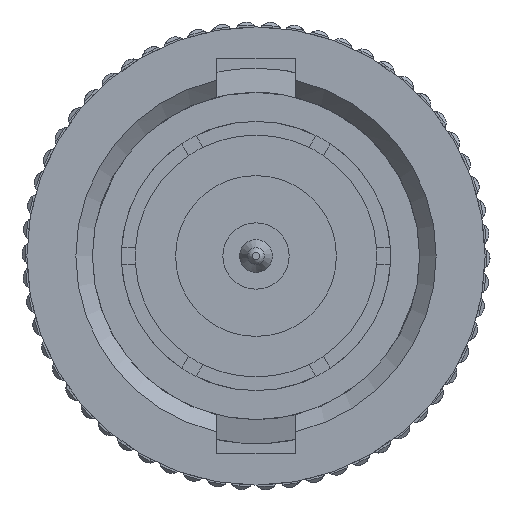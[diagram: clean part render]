
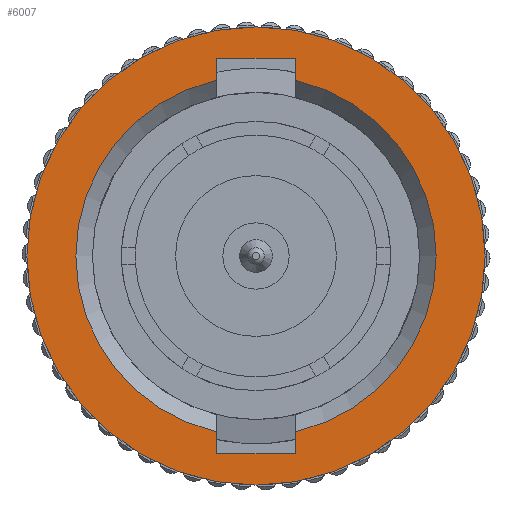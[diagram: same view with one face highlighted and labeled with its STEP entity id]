
A CAD part, front view. The second image highlights one B-rep face of the part: STEP entity #6007.
In plain terms, the highlighted planar face has unit normal (0, -1, 0).
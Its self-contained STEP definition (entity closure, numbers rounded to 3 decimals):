
#232=FACE_BOUND('',#1544,.T.);
#404=LINE('',#10565,#756);
#408=LINE('',#10579,#760);
#415=LINE('',#10596,#767);
#419=LINE('',#10610,#771);
#442=LINE('',#10670,#794);
#443=LINE('',#10672,#795);
#756=VECTOR('',#8140,1000.);
#760=VECTOR('',#8146,1000.);
#767=VECTOR('',#8165,1000.);
#771=VECTOR('',#8171,1000.);
#794=VECTOR('',#8234,1000.);
#795=VECTOR('',#8237,1000.);
#1097=FACE_OUTER_BOUND('',#1543,.T.);
#1543=EDGE_LOOP('',(#4455));
#1544=EDGE_LOOP('',(#4456,#4457,#4458,#4459,#4460,#4461,#4462,#4463));
#1967=CIRCLE('',#6517,6.92);
#2116=CIRCLE('',#6711,5.44);
#2117=CIRCLE('',#6712,5.44);
#2466=VERTEX_POINT('',#9944);
#2694=VERTEX_POINT('',#10563);
#2695=VERTEX_POINT('',#10564);
#2697=VERTEX_POINT('',#10574);
#2698=VERTEX_POINT('',#10578);
#2701=VERTEX_POINT('',#10594);
#2702=VERTEX_POINT('',#10595);
#2704=VERTEX_POINT('',#10605);
#2705=VERTEX_POINT('',#10609);
#3087=EDGE_CURVE('',#2466,#2466,#1967,.T.);
#3364=EDGE_CURVE('',#2694,#2695,#404,.T.);
#3370=EDGE_CURVE('',#2697,#2698,#408,.T.);
#3379=EDGE_CURVE('',#2701,#2702,#415,.T.);
#3385=EDGE_CURVE('',#2704,#2705,#419,.T.);
#3416=EDGE_CURVE('',#2704,#2695,#2116,.T.);
#3417=EDGE_CURVE('',#2698,#2694,#442,.T.);
#3418=EDGE_CURVE('',#2697,#2702,#2117,.T.);
#3419=EDGE_CURVE('',#2705,#2701,#443,.T.);
#4455=ORIENTED_EDGE('',*,*,#3087,.F.);
#4456=ORIENTED_EDGE('',*,*,#3385,.F.);
#4457=ORIENTED_EDGE('',*,*,#3416,.T.);
#4458=ORIENTED_EDGE('',*,*,#3364,.F.);
#4459=ORIENTED_EDGE('',*,*,#3417,.F.);
#4460=ORIENTED_EDGE('',*,*,#3370,.F.);
#4461=ORIENTED_EDGE('',*,*,#3418,.T.);
#4462=ORIENTED_EDGE('',*,*,#3379,.F.);
#4463=ORIENTED_EDGE('',*,*,#3419,.F.);
#5676=PLANE('',#6710);
#6007=ADVANCED_FACE('',(#1097,#232),#5676,.F.);
#6517=AXIS2_PLACEMENT_3D('',#9945,#7690,#7691);
#6710=AXIS2_PLACEMENT_3D('',#10668,#8230,#8231);
#6711=AXIS2_PLACEMENT_3D('',#10669,#8232,#8233);
#6712=AXIS2_PLACEMENT_3D('',#10671,#8235,#8236);
#7690=DIRECTION('center_axis',(0.,1.,0.));
#7691=DIRECTION('ref_axis',(0.,0.,1.));
#8140=DIRECTION('',(0.,0.,1.));
#8146=DIRECTION('',(0.,0.,-1.));
#8165=DIRECTION('',(0.,0.,-1.));
#8171=DIRECTION('',(0.,0.,1.));
#8230=DIRECTION('center_axis',(0.,1.,0.));
#8231=DIRECTION('ref_axis',(0.,0.,1.));
#8232=DIRECTION('center_axis',(0.,1.,0.));
#8233=DIRECTION('ref_axis',(0.,0.,1.));
#8234=DIRECTION('',(1.,0.,0.));
#8235=DIRECTION('center_axis',(0.,1.,0.));
#8236=DIRECTION('ref_axis',(0.,0.,1.));
#8237=DIRECTION('',(-1.,0.,0.));
#9944=CARTESIAN_POINT('',(0.,0.,6.92));
#9945=CARTESIAN_POINT('Origin',(0.,0.,0.));
#10563=CARTESIAN_POINT('',(1.19,0.,-5.975));
#10564=CARTESIAN_POINT('',(1.19,0.,-5.308));
#10565=CARTESIAN_POINT('',(1.19,0.,-5.975));
#10574=CARTESIAN_POINT('',(-1.19,0.,-5.308));
#10578=CARTESIAN_POINT('',(-1.19,0.,-5.975));
#10579=CARTESIAN_POINT('',(-1.19,0.,-4.795));
#10594=CARTESIAN_POINT('',(-1.19,0.,5.975));
#10595=CARTESIAN_POINT('',(-1.19,0.,5.308));
#10596=CARTESIAN_POINT('',(-1.19,0.,5.975));
#10605=CARTESIAN_POINT('',(1.19,0.,5.308));
#10609=CARTESIAN_POINT('',(1.19,0.,5.975));
#10610=CARTESIAN_POINT('',(1.19,0.,4.795));
#10668=CARTESIAN_POINT('Origin',(0.,0.,0.));
#10669=CARTESIAN_POINT('Origin',(0.,0.,0.));
#10670=CARTESIAN_POINT('',(-1.19,0.,-5.975));
#10671=CARTESIAN_POINT('Origin',(0.,0.,0.));
#10672=CARTESIAN_POINT('',(1.19,0.,5.975));
